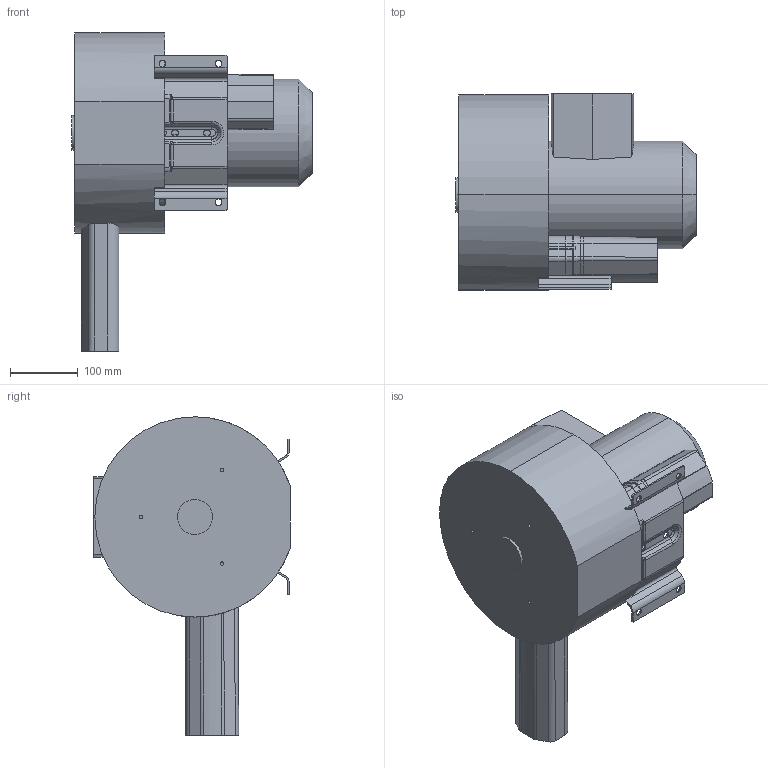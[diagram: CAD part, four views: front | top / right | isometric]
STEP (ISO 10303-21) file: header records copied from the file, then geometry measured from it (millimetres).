
FILE_DESCRIPTION (( 'STEP AP203' ), '1' );
FILE_NAME ('2RB320-1HP26.STEP', '2025-10-24T00:52:22', ( '' ), ( '' ), 'SwSTEP 2.0', 'SolidWorks 2025', '' );
FILE_SCHEMA (( 'CONFIG_CONTROL_DESIGN' ));
Length unit declared in the file: millimetre
Products named in the file (1): 2RB320-1HP26
Bounding box: 355.7 x 290.2 x 471.25 mm (x, y, z)
Volume: 15622716.7 mm3; surface area: 587129.8 mm2
Topology: 1 solids, 2 shells, 708 faces, 1713 edges, 1017 vertices
Faces by surface type: bspline 259, cylinder 184, plane 140, cone 59, torus 55, sphere 11
Entity records: 35760 total; most frequent: CARTESIAN_POINT 22037, ORIENTED_EDGE 3400, DIRECTION 1993, EDGE_CURVE 1700, VERTEX_POINT 1015, B_SPLINE_CURVE_WITH_KNOTS 773, EDGE_LOOP 741, AXIS2_PLACEMENT_3D 740
